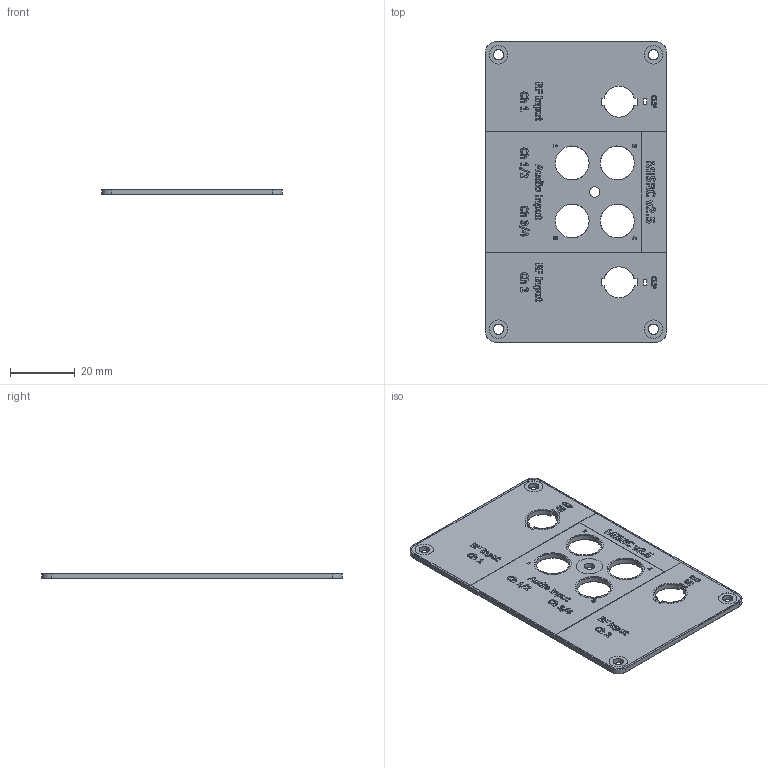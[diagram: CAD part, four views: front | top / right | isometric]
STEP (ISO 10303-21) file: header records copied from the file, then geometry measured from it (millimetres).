
FILE_DESCRIPTION(('KiCad electronic assembly'),'2;1');
FILE_NAME('misrc_v2.5_front_panel.step','2025-10-22T03:43:46',('Pcbnew') ,('Kicad'),'Open CASCADE STEP processor 7.6','KiCad to STEP converter' ,'Unknown');
FILE_SCHEMA(('AUTOMOTIVE_DESIGN { 1 0 10303 214 1 1 1 1 }'));
Length unit declared in the file: millimetre
Products named in the file (7): misrc_v2.5_front_panel 1; misrc_v2.5_front_panel_copper; misrc_v2.5_front_panel_pad; misrc_v2.5_front_panel_silkscreen; misrc_v2.5_front_panel_soldermask; misrc_v2.5_front_panel_PCB
Assembly tree (6 placements, depth 2):
  misrc_v2.5_front_panel 1
    misrc_v2.5_front_panel_copper
    misrc_v2.5_front_panel_pad
    misrc_v2.5_front_panel_silkscreen
    misrc_v2.5_front_panel_soldermask
    misrc_v2.5_front_panel_soldermask
    misrc_v2.5_front_panel_PCB
Bounding box: 56 x 93 x 1.64 mm (x, y, z)
Volume: 7345.5 mm3; surface area: 37320.8 mm2
Topology: 15 solids, 80 shells, 334 faces, 3702 edges, 3463 vertices
Faces by surface type: plane 221, cylinder 113
Full cylindrical faces by diameter (mm): 3.15 x12, 3.175 x8, 3.2 x9, 5.7 x8, 8.211 x2, 10.5 x4, 11.51 x8
Entity records: 34082 total; most frequent: CARTESIAN_POINT 7506, DIRECTION 4798, ORIENTED_EDGE 4419, EDGE_CURVE 3702, VERTEX_POINT 3463, LINE 3288, VECTOR 3288, AXIS2_PLACEMENT_3D 755
